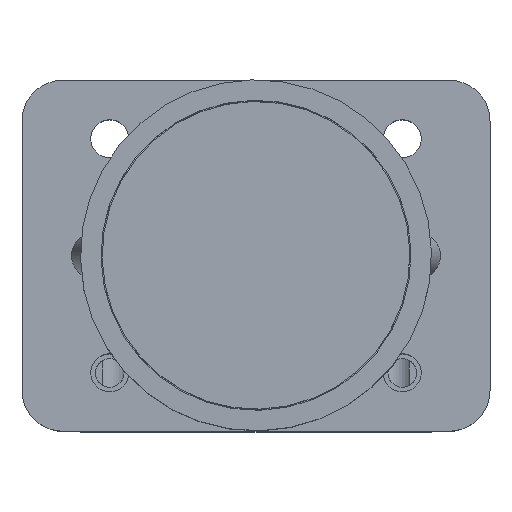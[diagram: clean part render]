
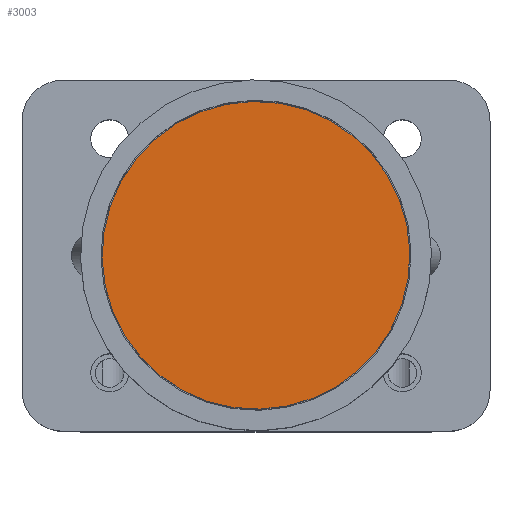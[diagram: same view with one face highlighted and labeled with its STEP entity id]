
A CAD part, top view. The second image highlights one B-rep face of the part: STEP entity #3003.
In plain terms, the highlighted face is planar.
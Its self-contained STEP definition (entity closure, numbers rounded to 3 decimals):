
#797=PLANE('',#3238);
#1039=FACE_OUTER_BOUND('',#1262,.T.);
#1262=EDGE_LOOP('',(#2702));
#1370=CIRCLE('',#3236,13.15);
#1626=VERTEX_POINT('',#5155);
#1994=EDGE_CURVE('',#1626,#1626,#1370,.T.);
#2702=ORIENTED_EDGE('',*,*,#1994,.F.);
#3003=ADVANCED_FACE('',(#1039),#797,.T.);
#3236=AXIS2_PLACEMENT_3D('',#5156,#3921,#3922);
#3238=AXIS2_PLACEMENT_3D('',#5159,#3925,#3926);
#3921=DIRECTION('center_axis',(0.,0.,1.));
#3922=DIRECTION('ref_axis',(1.,0.,0.));
#3925=DIRECTION('center_axis',(0.,0.,-1.));
#3926=DIRECTION('ref_axis',(-1.,0.,0.));
#5155=CARTESIAN_POINT('',(-13.15,0.,0.));
#5156=CARTESIAN_POINT('Origin',(0.,0.,0.));
#5159=CARTESIAN_POINT('Origin',(0.,0.,0.));
